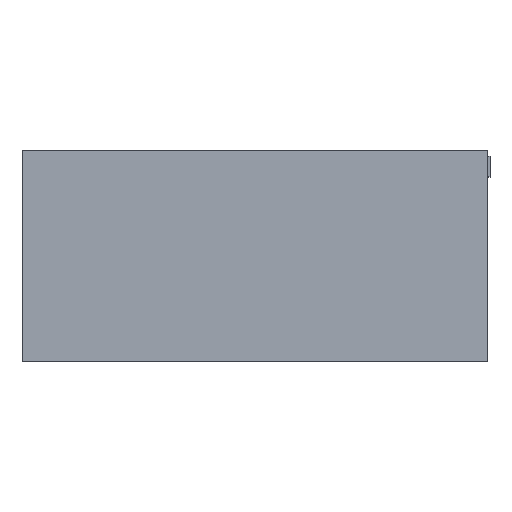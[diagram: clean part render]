
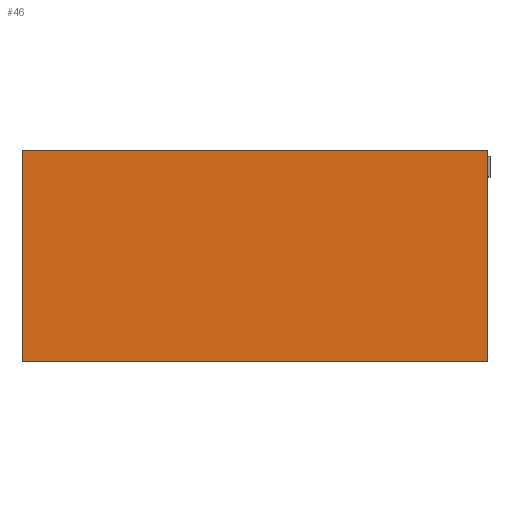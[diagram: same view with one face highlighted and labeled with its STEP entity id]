
A CAD part, left-side view. The second image highlights one B-rep face of the part: STEP entity #46.
In plain terms, the highlighted planar face has unit normal (-1, 0, 0).
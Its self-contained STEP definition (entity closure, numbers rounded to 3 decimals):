
#46 = ADVANCED_FACE( '', ( #278 ), #279, .F. );
#278 = FACE_OUTER_BOUND( '', #754, .T. );
#279 = PLANE( '', #755 );
#754 = EDGE_LOOP( '', ( #3889, #3890, #3891, #3892 ) );
#755 = AXIS2_PLACEMENT_3D( '', #3893, #3894, #3895 );
#3889 = ORIENTED_EDGE( '', *, *, #5552, .T. );
#3890 = ORIENTED_EDGE( '', *, *, #5553, .F. );
#3891 = ORIENTED_EDGE( '', *, *, #5554, .F. );
#3892 = ORIENTED_EDGE( '', *, *, #5555, .T. );
#3893 = CARTESIAN_POINT( '', ( -298.45, -279.4, 30.69 ) );
#3894 = DIRECTION( '', ( 1., 0., 0. ) );
#3895 = DIRECTION( '', ( 0., 0., -1. ) );
#5552 = EDGE_CURVE( '', #6085, #6086, #6087, .T. );
#5553 = EDGE_CURVE( '', #6088, #6086, #6089, .T. );
#5554 = EDGE_CURVE( '', #6090, #6088, #6091, .T. );
#5555 = EDGE_CURVE( '', #6090, #6085, #6092, .T. );
#6085 = VERTEX_POINT( '', #6936 );
#6086 = VERTEX_POINT( '', #6937 );
#6087 = LINE( '', #6938, #6939 );
#6088 = VERTEX_POINT( '', #6940 );
#6089 = LINE( '', #6941, #6942 );
#6090 = VERTEX_POINT( '', #6943 );
#6091 = LINE( '', #6944, #6945 );
#6092 = LINE( '', #6946, #6947 );
#6936 = CARTESIAN_POINT( '', ( -298.45, 279.4, 30.69 ) );
#6937 = CARTESIAN_POINT( '', ( -298.45, 279.4, -223.31 ) );
#6938 = CARTESIAN_POINT( '', ( -298.45, 279.4, 30.69 ) );
#6939 = VECTOR( '', #9531, 1000. );
#6940 = CARTESIAN_POINT( '', ( -298.45, -279.4, -223.31 ) );
#6941 = CARTESIAN_POINT( '', ( -298.45, -279.4, -223.31 ) );
#6942 = VECTOR( '', #9532, 1000. );
#6943 = CARTESIAN_POINT( '', ( -298.45, -279.4, 30.69 ) );
#6944 = CARTESIAN_POINT( '', ( -298.45, -279.4, 30.69 ) );
#6945 = VECTOR( '', #9533, 1000. );
#6946 = CARTESIAN_POINT( '', ( -298.45, -279.4, 30.69 ) );
#6947 = VECTOR( '', #9534, 1000. );
#9531 = DIRECTION( '', ( 0., 0., -1. ) );
#9532 = DIRECTION( '', ( 0., 1., 0. ) );
#9533 = DIRECTION( '', ( 0., 0., -1. ) );
#9534 = DIRECTION( '', ( 0., 1., 0. ) );
